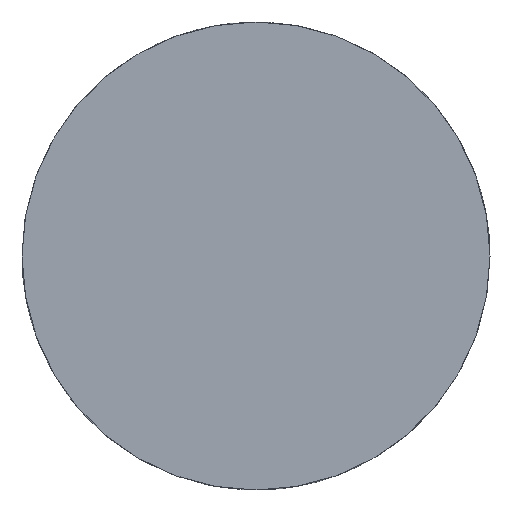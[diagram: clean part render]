
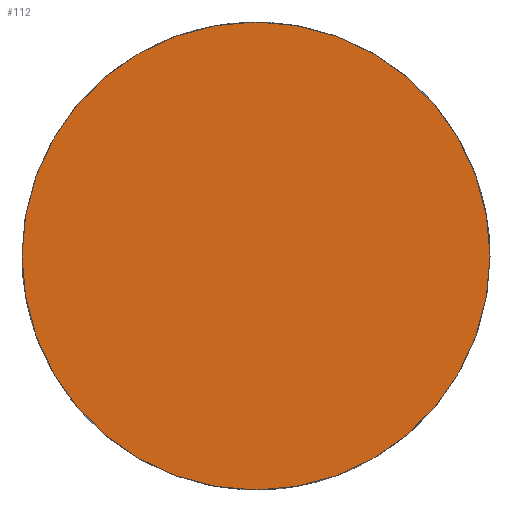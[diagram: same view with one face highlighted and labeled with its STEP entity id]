
A CAD part, top view. The second image highlights one B-rep face of the part: STEP entity #112.
In plain terms, the highlighted planar face has unit normal (0, 0, 1).
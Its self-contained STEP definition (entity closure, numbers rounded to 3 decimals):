
#2 = DIRECTION ( 'NONE',  ( 0., 0., 1. ) ) ;
#8 = EDGE_LOOP ( 'NONE', ( #86, #99 ) ) ;
#14 = AXIS2_PLACEMENT_3D ( 'NONE', #15, #40, #107 ) ;
#15 = CARTESIAN_POINT ( 'NONE',  ( 0., 0., 0. ) ) ;
#40 = DIRECTION ( 'NONE',  ( 0., 0., 1. ) ) ;
#50 = CARTESIAN_POINT ( 'NONE',  ( 0., 0., 0. ) ) ;
#64 = CARTESIAN_POINT ( 'NONE',  ( 12.5, 0., 0. ) ) ;
#66 = CARTESIAN_POINT ( 'NONE',  ( 12.5, -12.5, 0. ) ) ;
#72 = VERTEX_POINT ( 'NONE', #159 ) ;
#77 = DIRECTION ( 'NONE',  ( 1., 0., 0. ) ) ;
#86 = ORIENTED_EDGE ( 'NONE', *, *, #92, .T. ) ;
#91 = VERTEX_POINT ( 'NONE', #64 ) ;
#92 = EDGE_CURVE ( 'NONE', #91, #72, #140, .T. ) ;
#93 = DIRECTION ( 'NONE',  ( 1., 0., 0. ) ) ;
#94 = DIRECTION ( 'NONE',  ( 0., 0., 1. ) ) ;
#99 = ORIENTED_EDGE ( 'NONE', *, *, #172, .T. ) ;
#107 = DIRECTION ( 'NONE',  ( 1., 0., 0. ) ) ;
#112 = ADVANCED_FACE ( 'NONE', ( #165 ), #162, .T. ) ;
#127 = AXIS2_PLACEMENT_3D ( 'NONE', #50, #94, #77 ) ;
#140 = CIRCLE ( 'NONE', #127, 12.5 ) ;
#159 = CARTESIAN_POINT ( 'NONE',  ( -12.5, 0., 0. ) ) ;
#162 = PLANE ( 'NONE',  #173 ) ;
#165 = FACE_OUTER_BOUND ( 'NONE', #8, .T. ) ;
#172 = EDGE_CURVE ( 'NONE', #72, #91, #175, .T. ) ;
#173 = AXIS2_PLACEMENT_3D ( 'NONE', #66, #2, #93 ) ;
#175 = CIRCLE ( 'NONE', #14, 12.5 ) ;
